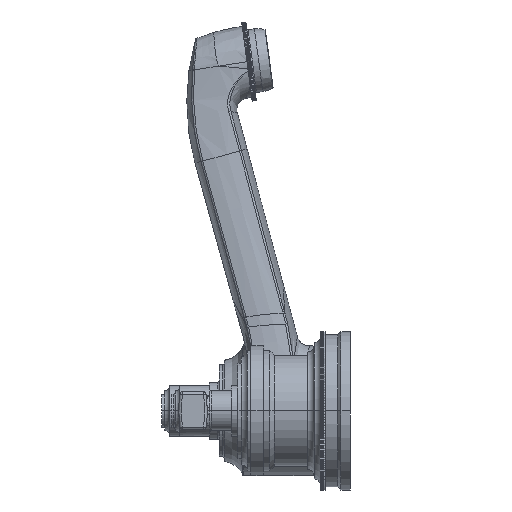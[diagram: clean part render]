
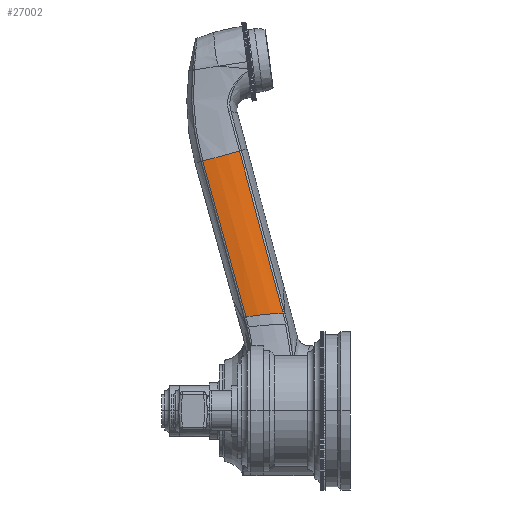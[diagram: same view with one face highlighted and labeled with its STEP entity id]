
A CAD part, left-side view. The second image highlights one B-rep face of the part: STEP entity #27002.
In plain terms, the highlighted free-form (B-spline) face has degree [3, 3] with [4, 4] control points.
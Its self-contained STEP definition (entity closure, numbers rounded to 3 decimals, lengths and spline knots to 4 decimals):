
#8112=CARTESIAN_POINT('',(-0.6224,1.7522,
4.099));
#8113=CARTESIAN_POINT('',(-0.6292,1.7185,
3.975));
#8114=CARTESIAN_POINT('',(-0.6443,1.6468,
3.7104));
#8115=CARTESIAN_POINT('',(-0.6715,1.5266,
3.2669));
#8116=CARTESIAN_POINT('',(-0.7047,1.3919,
2.7677));
#8117=CARTESIAN_POINT('',(-0.7451,1.2417,
2.2084));
#8118=CARTESIAN_POINT('',(-0.7781,1.1297,
1.7883));
#8119=CARTESIAN_POINT('',(-0.7961,1.0711,
1.5679));
#8121=CARTESIAN_POINT('',(-0.7961,1.0711,
1.5679));
#8122=CARTESIAN_POINT('',(-0.7963,1.0705,
1.5654));
#8123=CARTESIAN_POINT('',(-0.7971,1.0681,
1.5565));
#8124=CARTESIAN_POINT('',(-0.7979,1.0657,
1.5468));
#8125=CARTESIAN_POINT('',(-0.7985,1.0637,
1.5395));
#8126=CARTESIAN_POINT('',(-0.7985,1.0634,
1.5386));
#8128=CARTESIAN_POINT('',(-0.7985,1.0634,
1.5386));
#8129=CARTESIAN_POINT('',(-0.8402,1.254,
1.5321));
#8130=CARTESIAN_POINT('',(-0.8447,1.4551,
1.5114));
#8131=CARTESIAN_POINT('',(-0.8114,1.6511,
1.4814));
#8133=CARTESIAN_POINT('',(-0.6276,2.3305,
3.9387));
#8134=CARTESIAN_POINT('',(-0.6369,2.2967,
3.8163));
#8135=CARTESIAN_POINT('',(-0.6566,2.2249,
3.5562));
#8136=CARTESIAN_POINT('',(-0.6895,2.1051,
3.1222));
#8137=CARTESIAN_POINT('',(-0.726,1.9709,
2.6369));
#8138=CARTESIAN_POINT('',(-0.7664,1.8213,
2.096));
#8139=CARTESIAN_POINT('',(-0.796,1.7097,
1.693));
#8140=CARTESIAN_POINT('',(-0.8114,1.6511,
1.4814));
#8187=CARTESIAN_POINT('',(-0.6224,1.7522,
4.099));
#8188=CARTESIAN_POINT('',(-0.6548,1.9433,
4.0461));
#8189=CARTESIAN_POINT('',(-0.6565,2.1389,
3.9918));
#8190=CARTESIAN_POINT('',(-0.6276,2.3305,
3.9387));
#14344=CARTESIAN_POINT('',(-0.8114,1.6511,
1.4814));
#14345=VERTEX_POINT('',#14344);
#14351=CARTESIAN_POINT('',(-0.6276,2.3305,
3.9387));
#14352=VERTEX_POINT('',#14351);
#14404=VERTEX_POINT('',#8128);
#14405=VERTEX_POINT('',#8187);
#14406=VERTEX_POINT('',#8119);
#26974=CARTESIAN_POINT('',(-0.8114,1.6511,
1.4814));
#26975=CARTESIAN_POINT('',(-0.8448,1.4547,
1.5114));
#26976=CARTESIAN_POINT('',(-0.8402,1.2531,
1.5322));
#26977=CARTESIAN_POINT('',(-0.7983,1.0621,
1.5387));
#26978=CARTESIAN_POINT('',(-0.7521,1.8769,
2.297));
#26979=CARTESIAN_POINT('',(-0.7979,1.6821,
2.3433));
#26980=CARTESIAN_POINT('',(-0.7896,1.4798,
2.3788));
#26981=CARTESIAN_POINT('',(-0.7281,1.292,
2.3965));
#26982=CARTESIAN_POINT('',(-0.6909,2.1002,
3.1018));
#26983=CARTESIAN_POINT('',(-0.7278,1.9095,
3.1601));
#26984=CARTESIAN_POINT('',(-0.7199,1.7128,
3.2161));
#26985=CARTESIAN_POINT('',(-0.6679,1.5256,
3.2651));
#26986=CARTESIAN_POINT('',(-0.6274,2.3321,
3.9382));
#26987=CARTESIAN_POINT('',(-0.6566,2.1393,
3.9917));
#26988=CARTESIAN_POINT('',(-0.6548,1.9422,
4.0464));
#26989=CARTESIAN_POINT('',(-0.622,1.7499,
4.0997));
#26990=B_SPLINE_SURFACE_WITH_KNOTS('',3,3,((#26974,#26975,#26976,#26977),
(#26978,#26979,#26980,#26981),(#26982,#26983,#26984,#26985),(#26986,#26987,
#26988,#26989)),.UNSPECIFIED.,.F.,.F.,.F.,(4,4),(4,4),(0.0973,
0.3183),(0.0356,0.966),.UNSPECIFIED.);
#26992=ORIENTED_EDGE('',*,*,#26991,.F.);
#26994=ORIENTED_EDGE('',*,*,#26993,.F.);
#26996=ORIENTED_EDGE('',*,*,#26995,.T.);
#26998=ORIENTED_EDGE('',*,*,#26997,.T.);
#26999=ORIENTED_EDGE('',*,*,#26965,.T.);
#27000=EDGE_LOOP('',(#26992,#26994,#26996,#26998,#26999));
#27001=FACE_OUTER_BOUND('',#27000,.F.);
#27002=ADVANCED_FACE('',(#27001),#26990,.F.);
#8120=B_SPLINE_CURVE_WITH_KNOTS('',3,(#8112,#8113,#8114,#8115,#8116,#8117,#8118,
#8119),.UNSPECIFIED.,.F.,.F.,(4,1,1,1,1,4),(0.,0.2,0.4,0.6,0.8,1.),
.UNSPECIFIED.);
#8127=B_SPLINE_CURVE_WITH_KNOTS('',3,(#8121,#8122,#8123,#8124,#8125,#8126),
.UNSPECIFIED.,.F.,.F.,(4,1,1,4),(0.,0.2517,0.9103,1.),
.UNSPECIFIED.);
#8132=B_SPLINE_CURVE_WITH_KNOTS('',3,(#8128,#8129,#8130,#8131),.UNSPECIFIED.,
.F.,.F.,(4,4),(0.,1.),.UNSPECIFIED.);
#8141=B_SPLINE_CURVE_WITH_KNOTS('',3,(#8133,#8134,#8135,#8136,#8137,#8138,#8139,
#8140),.UNSPECIFIED.,.F.,.F.,(4,1,1,1,1,4),(0.,0.2,0.4,0.6,0.8,1.),
.UNSPECIFIED.);
#8191=B_SPLINE_CURVE_WITH_KNOTS('',3,(#8187,#8188,#8189,#8190),.UNSPECIFIED.,
.F.,.F.,(4,4),(0.,1.),.UNSPECIFIED.);
#26965=EDGE_CURVE('',#14404,#14345,#8132,.T.);
#26991=EDGE_CURVE('',#14352,#14345,#8141,.T.);
#26993=EDGE_CURVE('',#14405,#14352,#8191,.T.);
#26995=EDGE_CURVE('',#14405,#14406,#8120,.T.);
#26997=EDGE_CURVE('',#14406,#14404,#8127,.T.);
